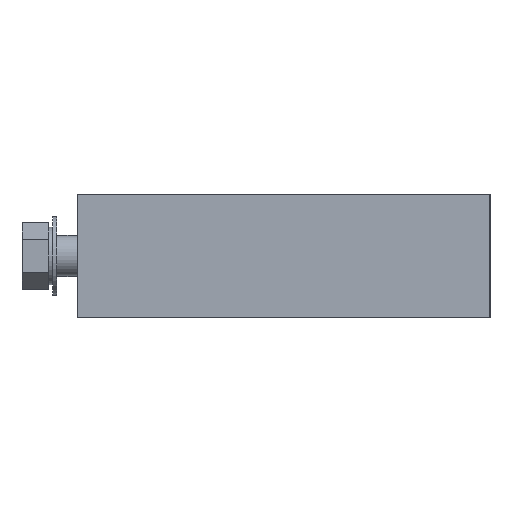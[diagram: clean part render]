
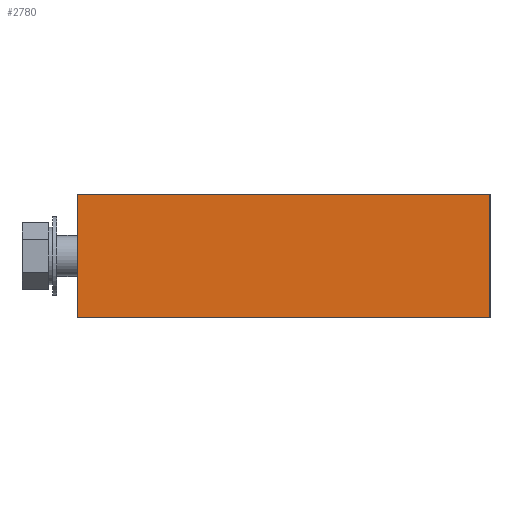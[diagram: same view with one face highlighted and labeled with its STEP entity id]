
A CAD part, left-side view. The second image highlights one B-rep face of the part: STEP entity #2780.
In plain terms, the highlighted planar face has unit normal (-1, 0, 0).
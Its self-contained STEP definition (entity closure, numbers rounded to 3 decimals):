
#44 = LINE ( 'NONE', #2838, #143 ) ;
#76 = PLANE ( 'NONE',  #890 ) ;
#143 = VECTOR ( 'NONE', #1351, 1000. ) ;
#249 = VERTEX_POINT ( 'NONE', #1400 ) ;
#304 = CARTESIAN_POINT ( 'NONE',  ( 0., 0., -15. ) ) ;
#328 = CARTESIAN_POINT ( 'NONE',  ( 0., 0., 15. ) ) ;
#336 = FACE_OUTER_BOUND ( 'NONE', #362, .T. ) ;
#362 = EDGE_LOOP ( 'NONE', ( #2570, #1414, #1309, #1671 ) ) ;
#526 = VECTOR ( 'NONE', #553, 1000. ) ;
#553 = DIRECTION ( 'NONE',  ( 0., -1., 0. ) ) ;
#588 = DIRECTION ( 'NONE',  ( 1., 0., 0. ) ) ;
#589 = CARTESIAN_POINT ( 'NONE',  ( 0., 100., 15. ) ) ;
#610 = LINE ( 'NONE', #304, #526 ) ;
#680 = CARTESIAN_POINT ( 'NONE',  ( 0., 100., 15. ) ) ;
#805 = CARTESIAN_POINT ( 'NONE',  ( 0., 0., 15. ) ) ;
#857 = VERTEX_POINT ( 'NONE', #1630 ) ;
#890 = AXIS2_PLACEMENT_3D ( 'NONE', #328, #588, #2344 ) ;
#1068 = DIRECTION ( 'NONE',  ( 0., 0., -1. ) ) ;
#1309 = ORIENTED_EDGE ( 'NONE', *, *, #2783, .F. ) ;
#1351 = DIRECTION ( 'NONE',  ( 0., -1., 0. ) ) ;
#1400 = CARTESIAN_POINT ( 'NONE',  ( 0., 0., -15. ) ) ;
#1414 = ORIENTED_EDGE ( 'NONE', *, *, #1750, .F. ) ;
#1619 = VERTEX_POINT ( 'NONE', #2472 ) ;
#1630 = CARTESIAN_POINT ( 'NONE',  ( 0., 100., -15. ) ) ;
#1671 = ORIENTED_EDGE ( 'NONE', *, *, #1832, .T. ) ;
#1750 = EDGE_CURVE ( 'NONE', #1619, #249, #2016, .T. ) ;
#1751 = LINE ( 'NONE', #589, #1776 ) ;
#1776 = VECTOR ( 'NONE', #2346, 1000. ) ;
#1832 = EDGE_CURVE ( 'NONE', #2423, #857, #1751, .T. ) ;
#1984 = VECTOR ( 'NONE', #1068, 1000. ) ;
#2016 = LINE ( 'NONE', #805, #1984 ) ;
#2180 = EDGE_CURVE ( 'NONE', #857, #249, #610, .T. ) ;
#2344 = DIRECTION ( 'NONE',  ( 0., 0., -1. ) ) ;
#2346 = DIRECTION ( 'NONE',  ( 0., 0., -1. ) ) ;
#2423 = VERTEX_POINT ( 'NONE', #680 ) ;
#2472 = CARTESIAN_POINT ( 'NONE',  ( 0., 0., 15. ) ) ;
#2570 = ORIENTED_EDGE ( 'NONE', *, *, #2180, .T. ) ;
#2780 = ADVANCED_FACE ( 'NONE', ( #336 ), #76, .F. ) ;
#2783 = EDGE_CURVE ( 'NONE', #2423, #1619, #44, .T. ) ;
#2838 = CARTESIAN_POINT ( 'NONE',  ( 0., 0., 15. ) ) ;
